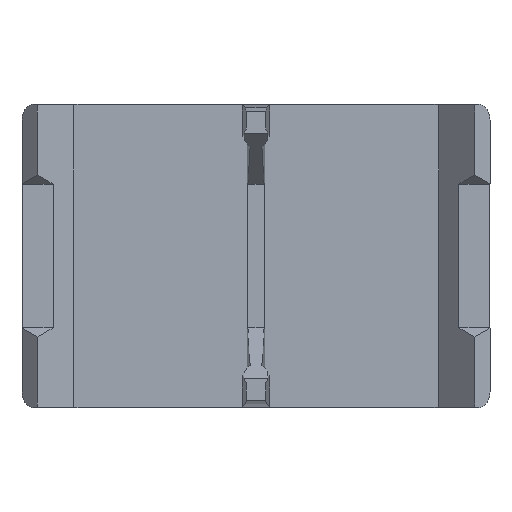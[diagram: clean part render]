
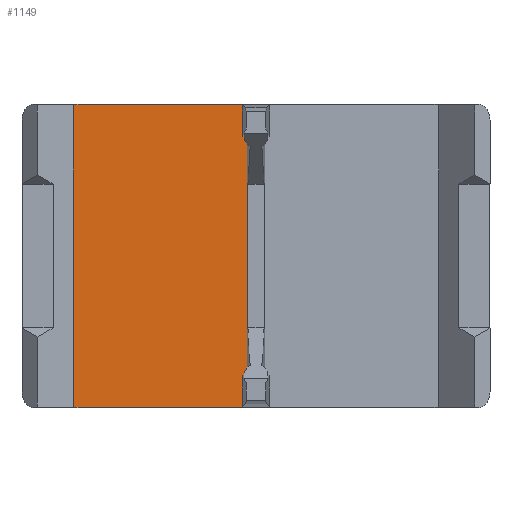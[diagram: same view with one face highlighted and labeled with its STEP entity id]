
A CAD part, top view. The second image highlights one B-rep face of the part: STEP entity #1149.
In plain terms, the highlighted planar face has unit normal (0, 0, 1).
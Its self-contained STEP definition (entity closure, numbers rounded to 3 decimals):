
#60=PLANE('',#1273);
#125=FACE_OUTER_BOUND('',#187,.T.);
#187=EDGE_LOOP('',(#982,#983,#984,#985,#986,#987,#988,#989,#990,#991));
#261=LINE('',#1797,#385);
#285=LINE('',#1858,#409);
#294=LINE('',#1898,#418);
#297=LINE('',#1903,#421);
#300=LINE('',#1910,#424);
#301=LINE('',#1912,#425);
#302=LINE('',#1913,#426);
#303=LINE('',#1915,#427);
#385=VECTOR('',#1445,10.);
#409=VECTOR('',#1505,10.);
#418=VECTOR('',#1548,10.);
#421=VECTOR('',#1555,10.);
#424=VECTOR('',#1564,10.);
#425=VECTOR('',#1565,10.);
#426=VECTOR('',#1566,10.);
#427=VECTOR('',#1567,10.);
#478=CIRCLE('',#1261,1.5);
#480=CIRCLE('',#1274,1.5);
#541=VERTEX_POINT('',#1794);
#542=VERTEX_POINT('',#1796);
#560=VERTEX_POINT('',#1855);
#561=VERTEX_POINT('',#1857);
#566=VERTEX_POINT('',#1871);
#574=VERTEX_POINT('',#1895);
#575=VERTEX_POINT('',#1897);
#576=VERTEX_POINT('',#1909);
#577=VERTEX_POINT('',#1911);
#578=VERTEX_POINT('',#1914);
#669=EDGE_CURVE('',#542,#541,#261,.T.);
#700=EDGE_CURVE('',#561,#560,#285,.T.);
#708=EDGE_CURVE('',#560,#566,#478,.T.);
#720=EDGE_CURVE('',#575,#574,#294,.T.);
#723=EDGE_CURVE('',#566,#575,#297,.T.);
#726=EDGE_CURVE('',#574,#576,#300,.T.);
#727=EDGE_CURVE('',#576,#577,#301,.T.);
#728=EDGE_CURVE('',#577,#542,#302,.T.);
#729=EDGE_CURVE('',#541,#578,#303,.T.);
#730=EDGE_CURVE('',#578,#561,#480,.T.);
#982=ORIENTED_EDGE('',*,*,#708,.T.);
#983=ORIENTED_EDGE('',*,*,#723,.T.);
#984=ORIENTED_EDGE('',*,*,#720,.T.);
#985=ORIENTED_EDGE('',*,*,#726,.T.);
#986=ORIENTED_EDGE('',*,*,#727,.T.);
#987=ORIENTED_EDGE('',*,*,#728,.T.);
#988=ORIENTED_EDGE('',*,*,#669,.T.);
#989=ORIENTED_EDGE('',*,*,#729,.T.);
#990=ORIENTED_EDGE('',*,*,#730,.T.);
#991=ORIENTED_EDGE('',*,*,#700,.T.);
#1149=ADVANCED_FACE('',(#125),#60,.F.);
#1261=AXIS2_PLACEMENT_3D('',#1873,#1524,#1525);
#1273=AXIS2_PLACEMENT_3D('',#1908,#1562,#1563);
#1274=AXIS2_PLACEMENT_3D('',#1916,#1568,#1569);
#1445=DIRECTION('',(0.,1.,0.));
#1505=DIRECTION('',(0.,1.,0.));
#1524=DIRECTION('center_axis',(0.,0.,-1.));
#1525=DIRECTION('ref_axis',(-1.,0.,0.));
#1548=DIRECTION('',(0.,1.,0.));
#1555=DIRECTION('',(-1.,0.,0.));
#1562=DIRECTION('center_axis',(0.,0.,-1.));
#1563=DIRECTION('ref_axis',(-1.,0.,0.));
#1564=DIRECTION('',(-1.,0.,0.));
#1565=DIRECTION('',(0.,-1.,0.));
#1566=DIRECTION('',(1.,0.,0.));
#1567=DIRECTION('',(1.,0.,0.));
#1568=DIRECTION('center_axis',(0.,0.,-1.));
#1569=DIRECTION('ref_axis',(-1.,0.,0.));
#1794=CARTESIAN_POINT('',(-1.69,-15.,2.7));
#1796=CARTESIAN_POINT('',(-1.69,-18.9,2.7));
#1797=CARTESIAN_POINT('',(-1.69,-9.45,2.7));
#1855=CARTESIAN_POINT('',(-1.1,13.98,2.7));
#1857=CARTESIAN_POINT('',(-1.1,-13.98,2.7));
#1858=CARTESIAN_POINT('',(-1.1,-8.45,2.7));
#1871=CARTESIAN_POINT('',(-1.5,15.,2.7));
#1873=CARTESIAN_POINT('Origin',(0.,15.,2.7));
#1895=CARTESIAN_POINT('',(-1.69,18.9,2.7));
#1897=CARTESIAN_POINT('',(-1.69,15.,2.7));
#1898=CARTESIAN_POINT('',(-1.69,9.45,2.7));
#1903=CARTESIAN_POINT('',(10.593,15.,2.7));
#1908=CARTESIAN_POINT('Origin',(22.877,0.,2.7));
#1909=CARTESIAN_POINT('',(-22.877,18.9,2.7));
#1910=CARTESIAN_POINT('',(-22.877,18.9,2.7));
#1911=CARTESIAN_POINT('',(-22.877,-18.9,2.7));
#1912=CARTESIAN_POINT('',(-22.877,0.,2.7));
#1913=CARTESIAN_POINT('',(-22.877,-18.9,2.7));
#1914=CARTESIAN_POINT('',(-1.5,-15.,2.7));
#1915=CARTESIAN_POINT('',(10.593,-15.,2.7));
#1916=CARTESIAN_POINT('Origin',(0.,-15.,2.7));
